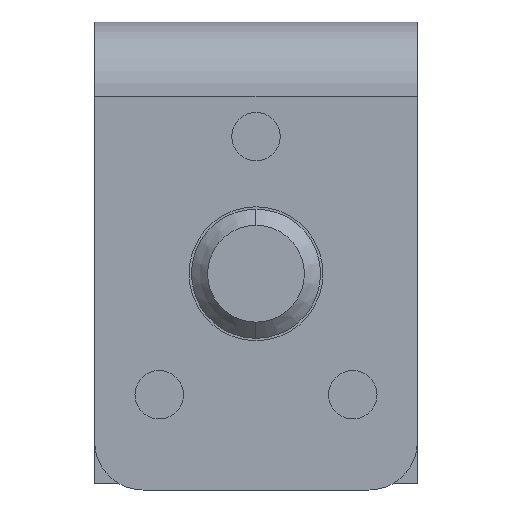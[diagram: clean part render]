
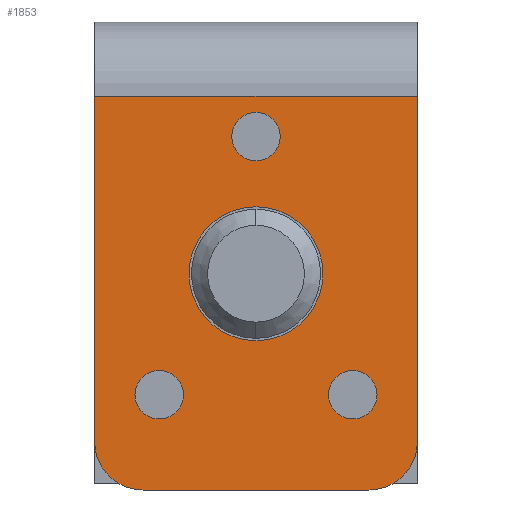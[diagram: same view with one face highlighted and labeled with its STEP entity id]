
A CAD part, left-side view. The second image highlights one B-rep face of the part: STEP entity #1853.
In plain terms, the highlighted planar face has unit normal (-1, 0, 0).
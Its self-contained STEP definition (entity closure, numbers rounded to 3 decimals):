
#18 = EDGE_LOOP ( 'NONE', ( #6572, #6940, #883, #4816, #1099, #2344 ) ) ;
#50 = VERTEX_POINT ( 'NONE', #2412 ) ;
#126 = EDGE_CURVE ( 'NONE', #1172, #50, #4344, .T. ) ;
#190 = CARTESIAN_POINT ( 'NONE',  ( 0., -6., -9. ) ) ;
#251 = CARTESIAN_POINT ( 'NONE',  ( 0., 7., -13.4 ) ) ;
#262 = CIRCLE ( 'NONE', #1328, 3. ) ;
#278 = VECTOR ( 'NONE', #4564, 1000. ) ;
#297 = DIRECTION ( 'NONE',  ( 0., 0., -1. ) ) ;
#413 = CIRCLE ( 'NONE', #3307, 1.5 ) ;
#583 = DIRECTION ( 'NONE',  ( -1., 0., 0. ) ) ;
#831 = DIRECTION ( 'NONE',  ( -1., 0., 0. ) ) ;
#883 = ORIENTED_EDGE ( 'NONE', *, *, #3956, .F. ) ;
#1040 = CIRCLE ( 'NONE', #5685, 4.15 ) ;
#1052 = FACE_BOUND ( 'NONE', #5275, .T. ) ;
#1092 = VERTEX_POINT ( 'NONE', #190 ) ;
#1099 = ORIENTED_EDGE ( 'NONE', *, *, #7223, .F. ) ;
#1108 = AXIS2_PLACEMENT_3D ( 'NONE', #4277, #1817, #2025 ) ;
#1172 = VERTEX_POINT ( 'NONE', #7055 ) ;
#1251 = CIRCLE ( 'NONE', #5049, 1.5 ) ;
#1259 = VERTEX_POINT ( 'NONE', #2066 ) ;
#1328 = AXIS2_PLACEMENT_3D ( 'NONE', #3922, #583, #5024 ) ;
#1377 = LINE ( 'NONE', #5845, #4156 ) ;
#1450 = VERTEX_POINT ( 'NONE', #3670 ) ;
#1473 = CARTESIAN_POINT ( 'NONE',  ( 0., 10., -13.4 ) ) ;
#1590 = EDGE_CURVE ( 'NONE', #7228, #1450, #1040, .T. ) ;
#1618 = EDGE_CURVE ( 'NONE', #1092, #2033, #5296, .T. ) ;
#1636 = CARTESIAN_POINT ( 'NONE',  ( 0., 6., -7.5 ) ) ;
#1803 = DIRECTION ( 'NONE',  ( -1., 0., 0. ) ) ;
#1817 = DIRECTION ( 'NONE',  ( -1., 0., 0. ) ) ;
#1853 = ADVANCED_FACE ( 'NONE', ( #1052, #2530, #6818, #5303, #5479 ), #5389, .T. ) ;
#1874 = CARTESIAN_POINT ( 'NONE',  ( 0., -10., -10.4 ) ) ;
#1889 = AXIS2_PLACEMENT_3D ( 'NONE', #1636, #5529, #2196 ) ;
#1940 = EDGE_LOOP ( 'NONE', ( #4488, #3888 ) ) ;
#2025 = DIRECTION ( 'NONE',  ( 0., 0., 1. ) ) ;
#2033 = VERTEX_POINT ( 'NONE', #4625 ) ;
#2066 = CARTESIAN_POINT ( 'NONE',  ( 0., 0., 7. ) ) ;
#2074 = AXIS2_PLACEMENT_3D ( 'NONE', #3018, #6942, #3587 ) ;
#2128 = LINE ( 'NONE', #2862, #4905 ) ;
#2196 = DIRECTION ( 'NONE',  ( 0., 0., 1. ) ) ;
#2198 = DIRECTION ( 'NONE',  ( 0., 0., 1. ) ) ;
#2228 = VERTEX_POINT ( 'NONE', #2762 ) ;
#2229 = EDGE_CURVE ( 'NONE', #2253, #5827, #262, .T. ) ;
#2253 = VERTEX_POINT ( 'NONE', #5046 ) ;
#2344 = ORIENTED_EDGE ( 'NONE', *, *, #2229, .T. ) ;
#2412 = CARTESIAN_POINT ( 'NONE',  ( 0., 10., 11. ) ) ;
#2490 = VERTEX_POINT ( 'NONE', #4457 ) ;
#2530 = FACE_BOUND ( 'NONE', #7123, .T. ) ;
#2649 = ORIENTED_EDGE ( 'NONE', *, *, #6364, .F. ) ;
#2750 = CARTESIAN_POINT ( 'NONE',  ( 0., -6., -7.5 ) ) ;
#2762 = CARTESIAN_POINT ( 'NONE',  ( 0., 6., -6. ) ) ;
#2859 = CARTESIAN_POINT ( 'NONE',  ( 0., 0., 8.5 ) ) ;
#2862 = CARTESIAN_POINT ( 'NONE',  ( 0., 10., -13.4 ) ) ;
#2920 = DIRECTION ( 'NONE',  ( -1., 0., 0. ) ) ;
#3018 = CARTESIAN_POINT ( 'NONE',  ( 0., 0., 0. ) ) ;
#3092 = CARTESIAN_POINT ( 'NONE',  ( 0., -6., -7.5 ) ) ;
#3241 = AXIS2_PLACEMENT_3D ( 'NONE', #4158, #831, #4707 ) ;
#3307 = AXIS2_PLACEMENT_3D ( 'NONE', #6271, #2920, #6846 ) ;
#3341 = CIRCLE ( 'NONE', #5375, 1.5 ) ;
#3385 = CIRCLE ( 'NONE', #1889, 1.5 ) ;
#3422 = DIRECTION ( 'NONE',  ( 0., 0., 1. ) ) ;
#3426 = DIRECTION ( 'NONE',  ( 0., 1., 0. ) ) ;
#3471 = ORIENTED_EDGE ( 'NONE', *, *, #4960, .F. ) ;
#3508 = EDGE_CURVE ( 'NONE', #2228, #3536, #3385, .T. ) ;
#3536 = VERTEX_POINT ( 'NONE', #7240 ) ;
#3587 = DIRECTION ( 'NONE',  ( 0., 0., 1. ) ) ;
#3665 = DIRECTION ( 'NONE',  ( 0., 0., 1. ) ) ;
#3670 = CARTESIAN_POINT ( 'NONE',  ( 0., 0., -4.15 ) ) ;
#3704 = EDGE_CURVE ( 'NONE', #2490, #7035, #7072, .T. ) ;
#3725 = ORIENTED_EDGE ( 'NONE', *, *, #3508, .F. ) ;
#3888 = ORIENTED_EDGE ( 'NONE', *, *, #7069, .F. ) ;
#3921 = EDGE_CURVE ( 'NONE', #3536, #2228, #5998, .T. ) ;
#3922 = CARTESIAN_POINT ( 'NONE',  ( 0., 7., -10.4 ) ) ;
#3956 = EDGE_CURVE ( 'NONE', #1172, #7035, #1377, .T. ) ;
#4156 = VECTOR ( 'NONE', #297, 1000. ) ;
#4158 = CARTESIAN_POINT ( 'NONE',  ( 0., 6., -7.5 ) ) ;
#4277 = CARTESIAN_POINT ( 'NONE',  ( 0., 0., 0. ) ) ;
#4286 = VERTEX_POINT ( 'NONE', #5577 ) ;
#4344 = LINE ( 'NONE', #6770, #278 ) ;
#4457 = CARTESIAN_POINT ( 'NONE',  ( 0., -7., -13.4 ) ) ;
#4488 = ORIENTED_EDGE ( 'NONE', *, *, #1590, .F. ) ;
#4551 = CIRCLE ( 'NONE', #2074, 4.15 ) ;
#4564 = DIRECTION ( 'NONE',  ( 0., 1., 0. ) ) ;
#4625 = CARTESIAN_POINT ( 'NONE',  ( 0., -6., -6. ) ) ;
#4701 = DIRECTION ( 'NONE',  ( -1., 0., 0. ) ) ;
#4707 = DIRECTION ( 'NONE',  ( 0., 0., 1. ) ) ;
#4797 = CARTESIAN_POINT ( 'NONE',  ( 0., 0., 4.15 ) ) ;
#4816 = ORIENTED_EDGE ( 'NONE', *, *, #126, .T. ) ;
#4905 = VECTOR ( 'NONE', #3426, 1000. ) ;
#4960 = EDGE_CURVE ( 'NONE', #1259, #4286, #413, .T. ) ;
#4984 = ORIENTED_EDGE ( 'NONE', *, *, #1618, .F. ) ;
#5024 = DIRECTION ( 'NONE',  ( 0., 0., 1. ) ) ;
#5046 = CARTESIAN_POINT ( 'NONE',  ( 0., 10., -10.4 ) ) ;
#5049 = AXIS2_PLACEMENT_3D ( 'NONE', #3092, #7010, #3665 ) ;
#5136 = CARTESIAN_POINT ( 'NONE',  ( 0., -7., -10.4 ) ) ;
#5159 = LINE ( 'NONE', #1473, #5512 ) ;
#5223 = CARTESIAN_POINT ( 'NONE',  ( 0., 0., 0. ) ) ;
#5275 = EDGE_LOOP ( 'NONE', ( #6310, #4984 ) ) ;
#5296 = CIRCLE ( 'NONE', #6840, 1.5 ) ;
#5303 = FACE_BOUND ( 'NONE', #1940, .T. ) ;
#5352 = DIRECTION ( 'NONE',  ( 0., 0., 1. ) ) ;
#5375 = AXIS2_PLACEMENT_3D ( 'NONE', #2859, #6794, #3422 ) ;
#5389 = PLANE ( 'NONE',  #1108 ) ;
#5442 = ORIENTED_EDGE ( 'NONE', *, *, #3921, .F. ) ;
#5479 = FACE_OUTER_BOUND ( 'NONE', #18, .T. ) ;
#5512 = VECTOR ( 'NONE', #5352, 1000. ) ;
#5529 = DIRECTION ( 'NONE',  ( -1., 0., 0. ) ) ;
#5577 = CARTESIAN_POINT ( 'NONE',  ( 0., 0., 10. ) ) ;
#5587 = EDGE_CURVE ( 'NONE', #2490, #5827, #2128, .T. ) ;
#5682 = DIRECTION ( 'NONE',  ( 0., 0., 1. ) ) ;
#5685 = AXIS2_PLACEMENT_3D ( 'NONE', #5223, #4701, #5682 ) ;
#5700 = DIRECTION ( 'NONE',  ( 0., 0., 1. ) ) ;
#5827 = VERTEX_POINT ( 'NONE', #251 ) ;
#5845 = CARTESIAN_POINT ( 'NONE',  ( 0., -10., -13.4 ) ) ;
#5906 = EDGE_LOOP ( 'NONE', ( #2649, #3471 ) ) ;
#5998 = CIRCLE ( 'NONE', #3241, 1.5 ) ;
#6108 = DIRECTION ( 'NONE',  ( -1., 0., 0. ) ) ;
#6271 = CARTESIAN_POINT ( 'NONE',  ( 0., 0., 8.5 ) ) ;
#6310 = ORIENTED_EDGE ( 'NONE', *, *, #7171, .F. ) ;
#6364 = EDGE_CURVE ( 'NONE', #4286, #1259, #3341, .T. ) ;
#6379 = AXIS2_PLACEMENT_3D ( 'NONE', #5136, #1803, #5700 ) ;
#6572 = ORIENTED_EDGE ( 'NONE', *, *, #5587, .F. ) ;
#6770 = CARTESIAN_POINT ( 'NONE',  ( 0., 10., 11. ) ) ;
#6794 = DIRECTION ( 'NONE',  ( -1., 0., 0. ) ) ;
#6818 = FACE_BOUND ( 'NONE', #5906, .T. ) ;
#6840 = AXIS2_PLACEMENT_3D ( 'NONE', #2750, #6108, #2198 ) ;
#6846 = DIRECTION ( 'NONE',  ( 0., 0., 1. ) ) ;
#6940 = ORIENTED_EDGE ( 'NONE', *, *, #3704, .T. ) ;
#6942 = DIRECTION ( 'NONE',  ( -1., 0., 0. ) ) ;
#7010 = DIRECTION ( 'NONE',  ( -1., 0., 0. ) ) ;
#7035 = VERTEX_POINT ( 'NONE', #1874 ) ;
#7055 = CARTESIAN_POINT ( 'NONE',  ( 0., -10., 11. ) ) ;
#7069 = EDGE_CURVE ( 'NONE', #1450, #7228, #4551, .T. ) ;
#7072 = CIRCLE ( 'NONE', #6379, 3. ) ;
#7123 = EDGE_LOOP ( 'NONE', ( #3725, #5442 ) ) ;
#7171 = EDGE_CURVE ( 'NONE', #2033, #1092, #1251, .T. ) ;
#7223 = EDGE_CURVE ( 'NONE', #2253, #50, #5159, .T. ) ;
#7228 = VERTEX_POINT ( 'NONE', #4797 ) ;
#7240 = CARTESIAN_POINT ( 'NONE',  ( 0., 6., -9. ) ) ;
